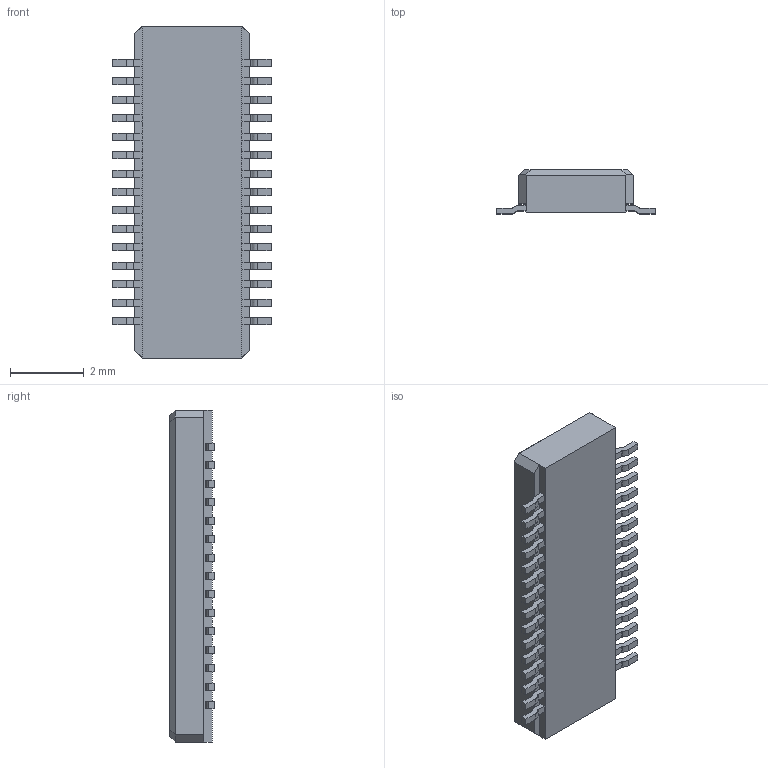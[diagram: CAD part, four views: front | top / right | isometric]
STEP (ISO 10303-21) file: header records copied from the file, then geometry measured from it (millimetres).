
FILE_DESCRIPTION(('OneSpaceDesigner STEP Export'),'2;1');
FILE_NAME('DF23C-DP-0.5V.stp','2007-03-26T16:55:43',(''),(''),'OneSpace Designer STEP processor (Jan. 2003) for AP214(CD)(Solid Model)','OneSpace Designer 12.00 10-Sep-2003 (C) CoCreate Software GmbH','');
FILE_SCHEMA(('AUTOMOTIVE_DESIGN_CC2 {1 2 10303 214 -1 1 5 1}'));
Length unit declared in the file: millimetre
Products named in the file (1): DF23C-30DP-0.5V
Bounding box: 4.3 x 1.2 x 9 mm (x, y, z)
Volume: 18.8 mm3; surface area: 115 mm2
Topology: 1 solids, 1 shells, 357 faces, 968 edges, 644 vertices
Faces by surface type: plane 237, bspline 60, cylinder 60
Entity records: 15387 total; most frequent: CARTESIAN_POINT 6829, ORIENTED_EDGE 1936, DIRECTION 1442, EDGE_CURVE 968, VERTEX_POINT 644, VECTOR 608, LINE 608, AXIS2_PLACEMENT_3D 417
